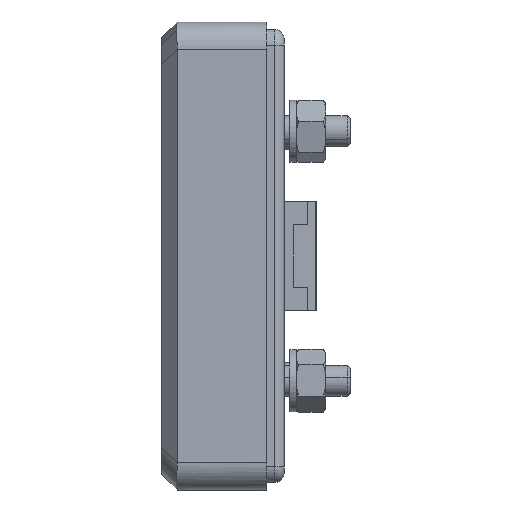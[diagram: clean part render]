
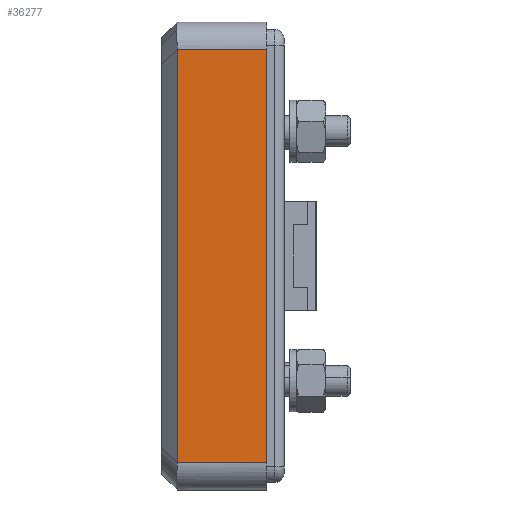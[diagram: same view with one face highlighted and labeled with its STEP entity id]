
A CAD part, left-side view. The second image highlights one B-rep face of the part: STEP entity #36277.
In plain terms, the highlighted planar face has unit normal (-1, 0, 0).
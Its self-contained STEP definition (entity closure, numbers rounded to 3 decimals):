
#1138 = EDGE_LOOP ( 'NONE', ( #4804, #22011, #21430, #4764 ) ) ;
#1227 = VECTOR ( 'NONE', #36119, 1000. ) ;
#1746 = EDGE_CURVE ( 'NONE', #32424, #18015, #19047, .T. ) ;
#2357 = LINE ( 'NONE', #14038, #35930 ) ;
#4764 = ORIENTED_EDGE ( 'NONE', *, *, #32740, .F. ) ;
#4804 = ORIENTED_EDGE ( 'NONE', *, *, #7163, .F. ) ;
#6500 = PLANE ( 'NONE',  #8367 ) ;
#7163 = EDGE_CURVE ( 'NONE', #26704, #28500, #24922, .T. ) ;
#7471 = DIRECTION ( 'NONE',  ( 0., 0., 1. ) ) ;
#8367 = AXIS2_PLACEMENT_3D ( 'NONE', #30459, #27396, #12450 ) ;
#10361 = CARTESIAN_POINT ( 'NONE',  ( -74., 11.5, -15. ) ) ;
#12450 = DIRECTION ( 'NONE',  ( 0., 1., 0. ) ) ;
#13327 = DIRECTION ( 'NONE',  ( 0., -1., 0. ) ) ;
#14038 = CARTESIAN_POINT ( 'NONE',  ( -74., 0., -26.5 ) ) ;
#18015 = VERTEX_POINT ( 'NONE', #35248 ) ;
#19047 = LINE ( 'NONE', #33814, #1227 ) ;
#19265 = CARTESIAN_POINT ( 'NONE',  ( -74., 0., 26.5 ) ) ;
#20270 = CARTESIAN_POINT ( 'NONE',  ( -74., 11.5, -26.5 ) ) ;
#21430 = ORIENTED_EDGE ( 'NONE', *, *, #1746, .F. ) ;
#21458 = FACE_OUTER_BOUND ( 'NONE', #1138, .T. ) ;
#22011 = ORIENTED_EDGE ( 'NONE', *, *, #30526, .F. ) ;
#24922 = LINE ( 'NONE', #10361, #30832 ) ;
#26704 = VERTEX_POINT ( 'NONE', #20270 ) ;
#27292 = CARTESIAN_POINT ( 'NONE',  ( -74., 11.5, 26.5 ) ) ;
#27396 = DIRECTION ( 'NONE',  ( -1., 0., 0. ) ) ;
#28500 = VERTEX_POINT ( 'NONE', #27292 ) ;
#30459 = CARTESIAN_POINT ( 'NONE',  ( -74., 0., -30. ) ) ;
#30526 = EDGE_CURVE ( 'NONE', #18015, #26704, #2357, .T. ) ;
#30832 = VECTOR ( 'NONE', #7471, 1000. ) ;
#31419 = CARTESIAN_POINT ( 'NONE',  ( -74., 0., 26.5 ) ) ;
#32424 = VERTEX_POINT ( 'NONE', #31419 ) ;
#32740 = EDGE_CURVE ( 'NONE', #28500, #32424, #34596, .T. ) ;
#33299 = VECTOR ( 'NONE', #13327, 1000. ) ;
#33814 = CARTESIAN_POINT ( 'NONE',  ( -74., 0., 30. ) ) ;
#34596 = LINE ( 'NONE', #19265, #33299 ) ;
#34753 = DIRECTION ( 'NONE',  ( 0., 1., 0. ) ) ;
#35248 = CARTESIAN_POINT ( 'NONE',  ( -74., 0., -26.5 ) ) ;
#35930 = VECTOR ( 'NONE', #34753, 1000. ) ;
#36119 = DIRECTION ( 'NONE',  ( 0., 0., -1. ) ) ;
#36277 = ADVANCED_FACE ( 'NONE', ( #21458 ), #6500, .T. ) ;
